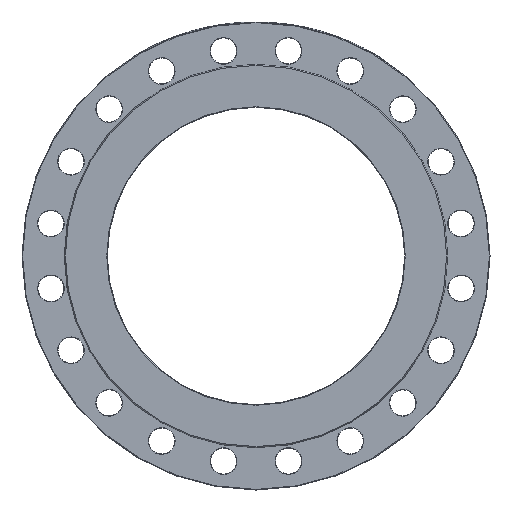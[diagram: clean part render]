
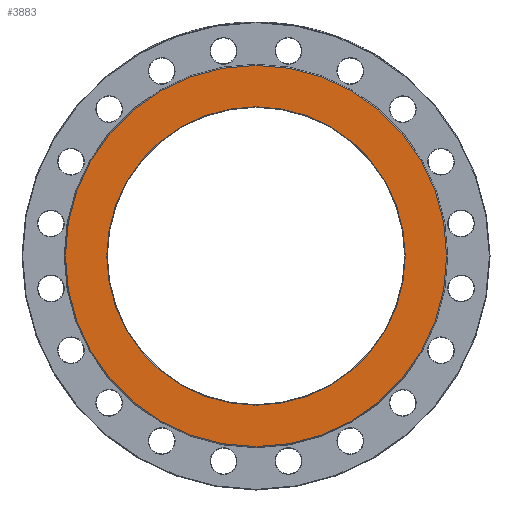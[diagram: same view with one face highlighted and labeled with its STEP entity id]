
A CAD part, left-side view. The second image highlights one B-rep face of the part: STEP entity #3883.
In plain terms, the highlighted planar face has unit normal (-1, 0, 0).
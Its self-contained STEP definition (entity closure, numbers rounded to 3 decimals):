
#45 = CARTESIAN_POINT ( 'NONE',  ( 0., 0., 0. ) ) ;
#1436 = CARTESIAN_POINT ( 'NONE',  ( 0., 0., 0. ) ) ;
#2342 = EDGE_CURVE ( 'NONE', #13395, #13395, #11933, .T. ) ;
#2807 = AXIS2_PLACEMENT_3D ( 'NONE', #1436, #3702, #6571 ) ;
#3171 = DIRECTION ( 'NONE',  ( 0., 0., 1. ) ) ;
#3669 = CARTESIAN_POINT ( 'NONE',  ( 0., 0., 307.5 ) ) ;
#3702 = DIRECTION ( 'NONE',  ( 1., 0., 0. ) ) ;
#3883 = ADVANCED_FACE ( 'NONE', ( #9821, #10963 ), #9006, .F. ) ;
#6571 = DIRECTION ( 'NONE',  ( 0., 0., -1. ) ) ;
#6634 = EDGE_CURVE ( 'NONE', #12911, #12911, #7998, .T. ) ;
#6902 = AXIS2_PLACEMENT_3D ( 'NONE', #45, #9311, #3171 ) ;
#7497 = CARTESIAN_POINT ( 'NONE',  ( 0., 0., -240.8 ) ) ;
#7992 = DIRECTION ( 'NONE',  ( 1., 0., 0. ) ) ;
#7998 = CIRCLE ( 'NONE', #6902, 307.5 ) ;
#8588 = EDGE_LOOP ( 'NONE', ( #10882 ) ) ;
#9006 = PLANE ( 'NONE',  #11665 ) ;
#9185 = ORIENTED_EDGE ( 'NONE', *, *, #6634, .T. ) ;
#9311 = DIRECTION ( 'NONE',  ( -1., 0., 0. ) ) ;
#9821 = FACE_BOUND ( 'NONE', #8588, .T. ) ;
#10020 = CARTESIAN_POINT ( 'NONE',  ( 0., 239.8, 0. ) ) ;
#10545 = EDGE_LOOP ( 'NONE', ( #9185 ) ) ;
#10882 = ORIENTED_EDGE ( 'NONE', *, *, #2342, .T. ) ;
#10963 = FACE_OUTER_BOUND ( 'NONE', #10545, .T. ) ;
#11665 = AXIS2_PLACEMENT_3D ( 'NONE', #10020, #7992, #12114 ) ;
#11933 = CIRCLE ( 'NONE', #2807, 240.8 ) ;
#12114 = DIRECTION ( 'NONE',  ( 0., 0., -1. ) ) ;
#12911 = VERTEX_POINT ( 'NONE', #3669 ) ;
#13395 = VERTEX_POINT ( 'NONE', #7497 ) ;
